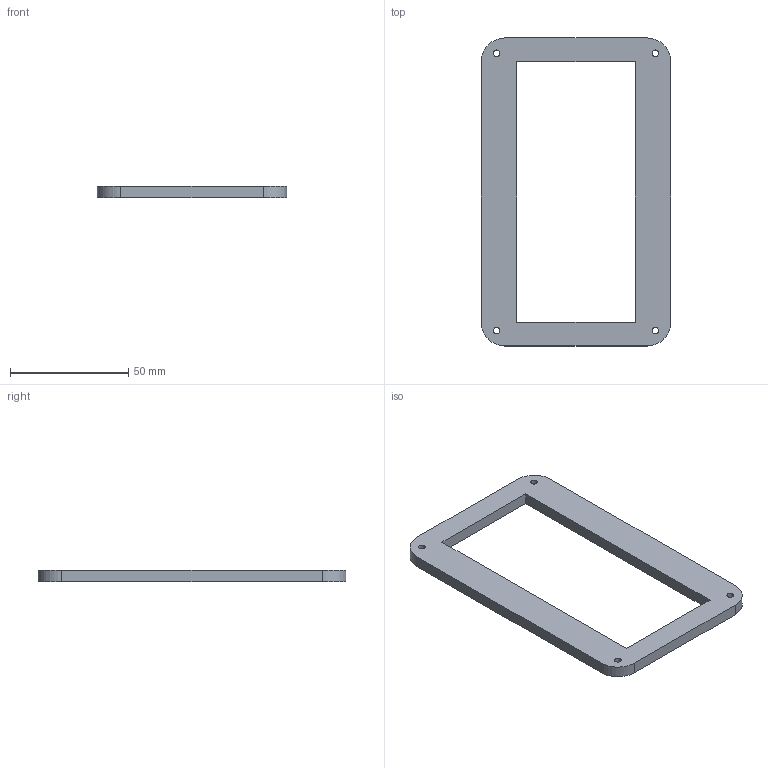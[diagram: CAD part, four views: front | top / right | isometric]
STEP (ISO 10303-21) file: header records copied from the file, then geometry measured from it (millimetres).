
FILE_DESCRIPTION (( 'STEP AP203' ), '1' );
FILE_NAME ('CADRE AVANT.STEP', '2020-03-31T07:50:40', ( '' ), ( '' ), 'SwSTEP 2.0', 'SolidWorks 2018', '' );
FILE_SCHEMA (( 'CONFIG_CONTROL_DESIGN' ));
Length unit declared in the file: millimetre
Products named in the file (1): CADRE AVANT
Bounding box: 80 x 130 x 5 mm (x, y, z)
Volume: 23748.1 mm3; surface area: 13607.8 mm2
Topology: 1 solids, 1 shells, 120 faces, 324 edges, 216 vertices
Faces by surface type: plane 85, bspline 23, cylinder 12
Entity records: 5007 total; most frequent: CARTESIAN_POINT 2020, ORIENTED_EDGE 648, DIRECTION 498, EDGE_CURVE 324, VECTOR 254, LINE 254, VERTEX_POINT 216, EDGE_LOOP 140
